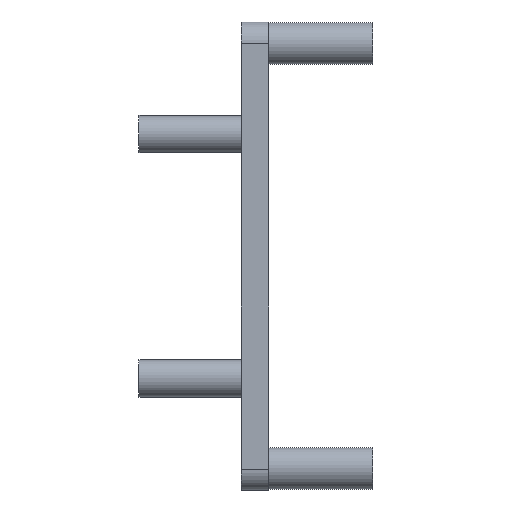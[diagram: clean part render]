
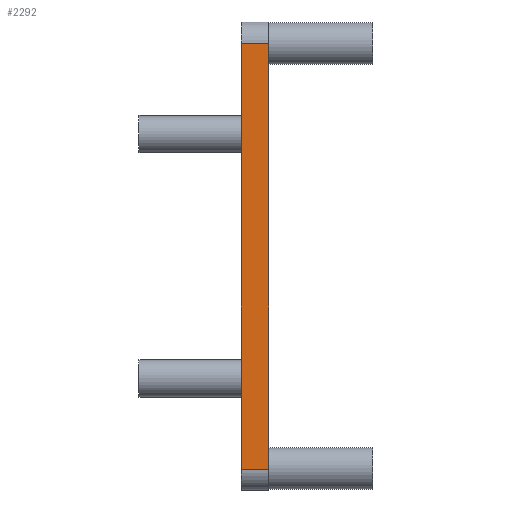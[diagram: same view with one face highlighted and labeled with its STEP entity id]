
A CAD part, left-side view. The second image highlights one B-rep face of the part: STEP entity #2292.
In plain terms, the highlighted planar face has unit normal (-1, 0, 0).
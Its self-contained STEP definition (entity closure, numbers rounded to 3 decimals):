
#97 = LINE ( 'NONE', #642, #2640 ) ;
#160 = EDGE_LOOP ( 'NONE', ( #702, #1247, #541, #2285 ) ) ;
#256 = CARTESIAN_POINT ( 'NONE',  ( -31.5, 0., 0. ) ) ;
#531 = DIRECTION ( 'NONE',  ( 0., 0., -1. ) ) ;
#541 = ORIENTED_EDGE ( 'NONE', *, *, #1719, .F. ) ;
#642 = CARTESIAN_POINT ( 'NONE',  ( -31.5, 0., -24.6 ) ) ;
#682 = DIRECTION ( 'NONE',  ( 0., 1., 0. ) ) ;
#702 = ORIENTED_EDGE ( 'NONE', *, *, #1426, .T. ) ;
#794 = CARTESIAN_POINT ( 'NONE',  ( -31.5, 0., -24.6 ) ) ;
#873 = DIRECTION ( 'NONE',  ( 0., -1., 0. ) ) ;
#947 = FACE_OUTER_BOUND ( 'NONE', #160, .T. ) ;
#1027 = AXIS2_PLACEMENT_3D ( 'NONE', #2397, #1199, #531 ) ;
#1130 = LINE ( 'NONE', #1510, #2349 ) ;
#1199 = DIRECTION ( 'NONE',  ( 1., 0., 0. ) ) ;
#1201 = VECTOR ( 'NONE', #682, 1000. ) ;
#1247 = ORIENTED_EDGE ( 'NONE', *, *, #2136, .T. ) ;
#1426 = EDGE_CURVE ( 'NONE', #2635, #2087, #1514, .T. ) ;
#1486 = VERTEX_POINT ( 'NONE', #2631 ) ;
#1502 = DIRECTION ( 'NONE',  ( 0., 0., 1. ) ) ;
#1510 = CARTESIAN_POINT ( 'NONE',  ( -31.5, 3.2, 0. ) ) ;
#1514 = LINE ( 'NONE', #256, #2111 ) ;
#1561 = LINE ( 'NONE', #2379, #1201 ) ;
#1601 = CARTESIAN_POINT ( 'NONE',  ( -31.5, 3.2, -24.6 ) ) ;
#1719 = EDGE_CURVE ( 'NONE', #2592, #1486, #1130, .T. ) ;
#2087 = VERTEX_POINT ( 'NONE', #2494 ) ;
#2111 = VECTOR ( 'NONE', #1502, 1000. ) ;
#2136 = EDGE_CURVE ( 'NONE', #2087, #1486, #1561, .T. ) ;
#2285 = ORIENTED_EDGE ( 'NONE', *, *, #2519, .T. ) ;
#2292 = ADVANCED_FACE ( 'NONE', ( #947 ), #2414, .F. ) ;
#2349 = VECTOR ( 'NONE', #2354, 1000. ) ;
#2354 = DIRECTION ( 'NONE',  ( 0., 0., 1. ) ) ;
#2379 = CARTESIAN_POINT ( 'NONE',  ( -31.5, 3.2, 24.499 ) ) ;
#2397 = CARTESIAN_POINT ( 'NONE',  ( -31.5, 3.2, 0. ) ) ;
#2414 = PLANE ( 'NONE',  #1027 ) ;
#2494 = CARTESIAN_POINT ( 'NONE',  ( -31.5, 0., 24.499 ) ) ;
#2519 = EDGE_CURVE ( 'NONE', #2592, #2635, #97, .T. ) ;
#2592 = VERTEX_POINT ( 'NONE', #1601 ) ;
#2631 = CARTESIAN_POINT ( 'NONE',  ( -31.5, 3.2, 24.499 ) ) ;
#2635 = VERTEX_POINT ( 'NONE', #794 ) ;
#2640 = VECTOR ( 'NONE', #873, 1000. ) ;
